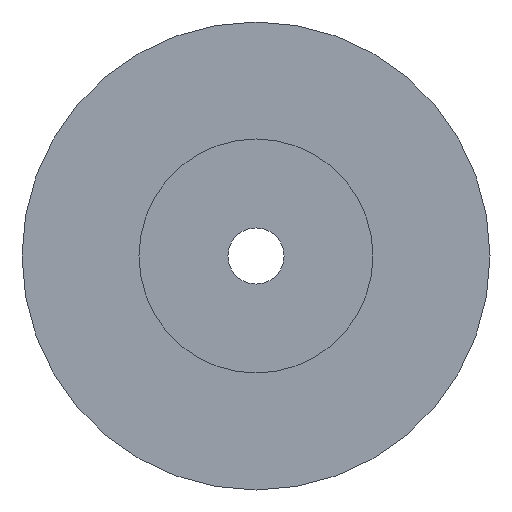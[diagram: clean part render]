
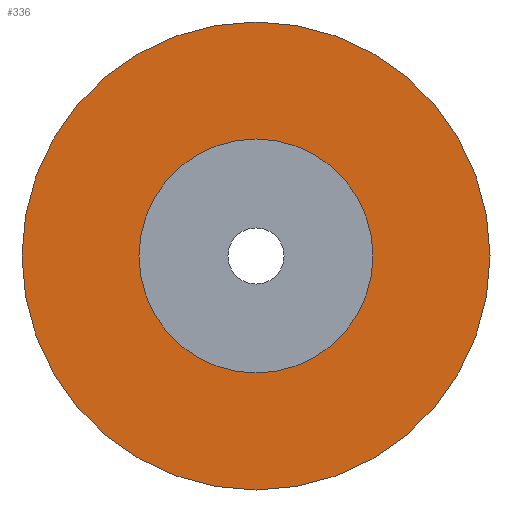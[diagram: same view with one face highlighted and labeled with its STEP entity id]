
A CAD part, front view. The second image highlights one B-rep face of the part: STEP entity #336.
In plain terms, the highlighted planar face has unit normal (0, -1, 0).
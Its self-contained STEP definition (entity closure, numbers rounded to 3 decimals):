
#10 = CARTESIAN_POINT ( 'NONE',  ( 0., 0., -15. ) ) ;
#17 = DIRECTION ( 'NONE',  ( 0., 0., 1. ) ) ;
#32 = DIRECTION ( 'NONE',  ( 0., 0., 1. ) ) ;
#34 = DIRECTION ( 'NONE',  ( 0., 1., 0. ) ) ;
#42 = DIRECTION ( 'NONE',  ( 0., 0., 1. ) ) ;
#45 = EDGE_CURVE ( 'NONE', #150, #236, #110, .T. ) ;
#54 = EDGE_CURVE ( 'NONE', #171, #191, #249, .T. ) ;
#59 = EDGE_LOOP ( 'NONE', ( #61, #68 ) ) ;
#61 = ORIENTED_EDGE ( 'NONE', *, *, #45, .F. ) ;
#68 = ORIENTED_EDGE ( 'NONE', *, *, #122, .F. ) ;
#76 = DIRECTION ( 'NONE',  ( 0., -1., 0. ) ) ;
#103 = CIRCLE ( 'NONE', #254, 15. ) ;
#110 = CIRCLE ( 'NONE', #245, 7.5 ) ;
#122 = EDGE_CURVE ( 'NONE', #236, #150, #353, .T. ) ;
#141 = CARTESIAN_POINT ( 'NONE',  ( 0., 0., 15. ) ) ;
#147 = AXIS2_PLACEMENT_3D ( 'NONE', #174, #322, #302 ) ;
#150 = VERTEX_POINT ( 'NONE', #248 ) ;
#161 = ORIENTED_EDGE ( 'NONE', *, *, #54, .F. ) ;
#163 = FACE_BOUND ( 'NONE', #59, .T. ) ;
#166 = CARTESIAN_POINT ( 'NONE',  ( 0., 0., 0. ) ) ;
#168 = CARTESIAN_POINT ( 'NONE',  ( 0., 0., 0. ) ) ;
#171 = VERTEX_POINT ( 'NONE', #141 ) ;
#174 = CARTESIAN_POINT ( 'NONE',  ( 0., 0., 0. ) ) ;
#189 = AXIS2_PLACEMENT_3D ( 'NONE', #168, #298, #42 ) ;
#191 = VERTEX_POINT ( 'NONE', #10 ) ;
#193 = CARTESIAN_POINT ( 'NONE',  ( 0., 0., 0. ) ) ;
#195 = EDGE_CURVE ( 'NONE', #191, #171, #103, .T. ) ;
#236 = VERTEX_POINT ( 'NONE', #255 ) ;
#244 = PLANE ( 'NONE',  #189 ) ;
#245 = AXIS2_PLACEMENT_3D ( 'NONE', #193, #76, #267 ) ;
#248 = CARTESIAN_POINT ( 'NONE',  ( 0., 0., -7.5 ) ) ;
#249 = CIRCLE ( 'NONE', #321, 15. ) ;
#254 = AXIS2_PLACEMENT_3D ( 'NONE', #310, #34, #32 ) ;
#255 = CARTESIAN_POINT ( 'NONE',  ( 0., 0., 7.5 ) ) ;
#267 = DIRECTION ( 'NONE',  ( 0., 0., -1. ) ) ;
#293 = DIRECTION ( 'NONE',  ( 0., 1., 0. ) ) ;
#298 = DIRECTION ( 'NONE',  ( 0., 1., 0. ) ) ;
#302 = DIRECTION ( 'NONE',  ( 0., 0., -1. ) ) ;
#310 = CARTESIAN_POINT ( 'NONE',  ( 0., 0., 0. ) ) ;
#317 = ORIENTED_EDGE ( 'NONE', *, *, #195, .F. ) ;
#318 = FACE_OUTER_BOUND ( 'NONE', #338, .T. ) ;
#321 = AXIS2_PLACEMENT_3D ( 'NONE', #166, #293, #17 ) ;
#322 = DIRECTION ( 'NONE',  ( 0., -1., 0. ) ) ;
#336 = ADVANCED_FACE ( 'NONE', ( #163, #318 ), #244, .F. ) ;
#338 = EDGE_LOOP ( 'NONE', ( #317, #161 ) ) ;
#353 = CIRCLE ( 'NONE', #147, 7.5 ) ;
